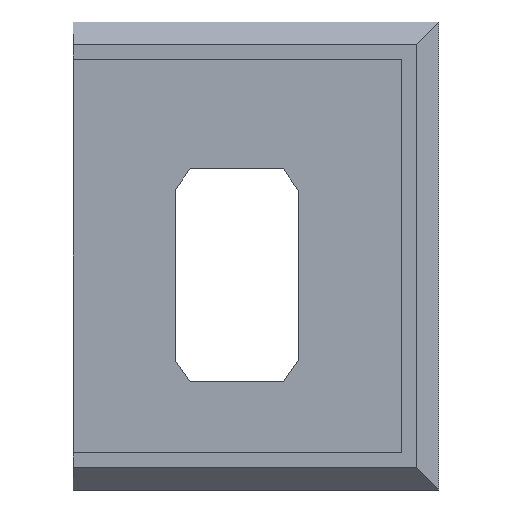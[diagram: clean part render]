
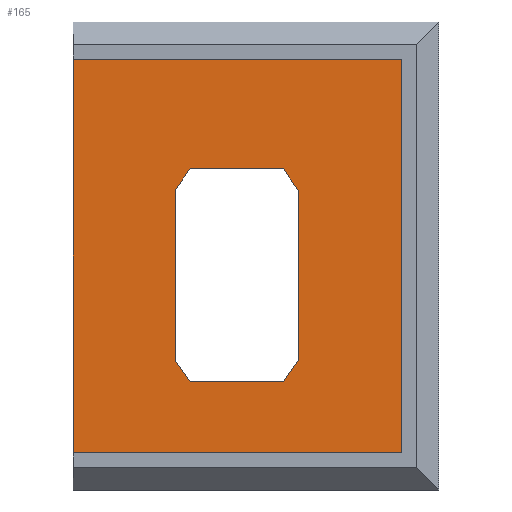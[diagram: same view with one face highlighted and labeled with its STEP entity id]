
A CAD part, left-side view. The second image highlights one B-rep face of the part: STEP entity #165.
In plain terms, the highlighted planar face has unit normal (-1, 0, 0).
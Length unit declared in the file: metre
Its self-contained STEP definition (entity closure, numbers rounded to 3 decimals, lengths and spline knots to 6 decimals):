
#165 = ADVANCED_FACE( '', ( #348, #349 ), #350, .F. );
#348 = FACE_OUTER_BOUND( '', #546, .T. );
#349 = FACE_BOUND( '', #547, .T. );
#350 = PLANE( '', #548 );
#546 = EDGE_LOOP( '', ( #988, #989, #990, #991 ) );
#547 = EDGE_LOOP( '', ( #992, #993, #994, #995, #996, #997, #998, #999 ) );
#548 = AXIS2_PLACEMENT_3D( '', #1000, #1001, #1002 );
#988 = ORIENTED_EDGE( '', *, *, #1401, .F. );
#989 = ORIENTED_EDGE( '', *, *, #1303, .F. );
#990 = ORIENTED_EDGE( '', *, *, #1402, .F. );
#991 = ORIENTED_EDGE( '', *, *, #1403, .F. );
#992 = ORIENTED_EDGE( '', *, *, #1308, .F. );
#993 = ORIENTED_EDGE( '', *, *, #1387, .F. );
#994 = ORIENTED_EDGE( '', *, *, #1226, .F. );
#995 = ORIENTED_EDGE( '', *, *, #1404, .F. );
#996 = ORIENTED_EDGE( '', *, *, #1405, .F. );
#997 = ORIENTED_EDGE( '', *, *, #1406, .T. );
#998 = ORIENTED_EDGE( '', *, *, #1395, .F. );
#999 = ORIENTED_EDGE( '', *, *, #1348, .F. );
#1000 = CARTESIAN_POINT( '', ( 0.02413, 0.022098, 0.003937 ) );
#1001 = DIRECTION( '', ( 1., 0., 0. ) );
#1002 = DIRECTION( '', ( 0., 1., 0. ) );
#1226 = EDGE_CURVE( '', #1468, #1470, #1471, .T. );
#1303 = EDGE_CURVE( '', #1599, #1601, #1602, .T. );
#1308 = EDGE_CURVE( '', #1608, #1610, #1611, .T. );
#1348 = EDGE_CURVE( '', #1610, #1669, #1670, .T. );
#1387 = EDGE_CURVE( '', #1470, #1608, #1723, .T. );
#1395 = EDGE_CURVE( '', #1669, #1732, #1733, .T. );
#1401 = EDGE_CURVE( '', #1601, #1739, #1740, .T. );
#1402 = EDGE_CURVE( '', #1741, #1599, #1742, .T. );
#1403 = EDGE_CURVE( '', #1739, #1741, #1743, .T. );
#1404 = EDGE_CURVE( '', #1744, #1468, #1745, .T. );
#1405 = EDGE_CURVE( '', #1746, #1744, #1747, .T. );
#1406 = EDGE_CURVE( '', #1746, #1732, #1748, .T. );
#1468 = VERTEX_POINT( '', #1821 );
#1470 = VERTEX_POINT( '', #1824 );
#1471 = LINE( '', #1825, #1826 );
#1599 = VERTEX_POINT( '', #2017 );
#1601 = VERTEX_POINT( '', #2020 );
#1602 = LINE( '', #2021, #2022 );
#1608 = VERTEX_POINT( '', #2030 );
#1610 = VERTEX_POINT( '', #2033 );
#1611 = LINE( '', #2034, #2035 );
#1669 = VERTEX_POINT( '', #2123 );
#1670 = LINE( '', #2124, #2125 );
#1723 = LINE( '', #2206, #2207 );
#1732 = VERTEX_POINT( '', #2220 );
#1733 = LINE( '', #2221, #2222 );
#1739 = VERTEX_POINT( '', #2231 );
#1740 = LINE( '', #2232, #2233 );
#1741 = VERTEX_POINT( '', #2234 );
#1742 = LINE( '', #2235, #2236 );
#1743 = LINE( '', #2237, #2238 );
#1744 = VERTEX_POINT( '', #2239 );
#1745 = LINE( '', #2240, #2241 );
#1746 = VERTEX_POINT( '', #2242 );
#1747 = LINE( '', #2243, #2244 );
#1748 = LINE( '', #2245, #2246 );
#1821 = CARTESIAN_POINT( '', ( 0.02413, 0.017437, -0.01752 ) );
#1824 = CARTESIAN_POINT( '', ( 0.02413, 0.014897, -0.013928 ) );
#1825 = CARTESIAN_POINT( '', ( 0.02413, 0.008876, -0.005413 ) );
#1826 = VECTOR( '', #2321, 1. );
#2017 = CARTESIAN_POINT( '', ( 0.02413, 0.053277, -0.03283 ) );
#2020 = CARTESIAN_POINT( '', ( 0.02413, 0.053277, 0.040704 ) );
#2021 = CARTESIAN_POINT( '', ( 0.02413, 0.053277, 0.042291 ) );
#2022 = VECTOR( '', #2385, 1. );
#2030 = CARTESIAN_POINT( '', ( 0.02413, 0.014897, 0.015198 ) );
#2033 = CARTESIAN_POINT( '', ( 0.02413, 0.017437, 0.01879 ) );
#2034 = CARTESIAN_POINT( '', ( 0.02413, 0.016167, 0.016994 ) );
#2035 = VECTOR( '', #2389, 1. );
#2123 = CARTESIAN_POINT( '', ( 0.02413, 0.033363, 0.01879 ) );
#2124 = CARTESIAN_POINT( '', ( 0.02413, 0.0254, 0.01879 ) );
#2125 = VECTOR( '', #2420, 1. );
#2206 = CARTESIAN_POINT( '', ( 0.02413, 0.014897, 0.003937 ) );
#2207 = VECTOR( '', #2447, 1. );
#2220 = CARTESIAN_POINT( '', ( 0.02413, 0.035903, 0.015198 ) );
#2221 = CARTESIAN_POINT( '', ( 0.02413, 0.034633, 0.016994 ) );
#2222 = VECTOR( '', #2452, 1. );
#2231 = CARTESIAN_POINT( '', ( 0.02413, -0.005905, 0.040704 ) );
#2232 = CARTESIAN_POINT( '', ( 0.02413, 0.023686, 0.040704 ) );
#2233 = VECTOR( '', #2456, 1. );
#2234 = CARTESIAN_POINT( '', ( 0.02413, -0.005906, -0.03283 ) );
#2235 = CARTESIAN_POINT( '', ( 0.02413, 0.023686, -0.03283 ) );
#2236 = VECTOR( '', #2457, 1. );
#2237 = CARTESIAN_POINT( '', ( 0.02413, -0.005906, 0.003937 ) );
#2238 = VECTOR( '', #2458, 1. );
#2239 = CARTESIAN_POINT( '', ( 0.02413, 0.033363, -0.01752 ) );
#2240 = CARTESIAN_POINT( '', ( 0.02413, 0.022098, -0.01752 ) );
#2241 = VECTOR( '', #2459, 1. );
#2242 = CARTESIAN_POINT( '', ( 0.02413, 0.035903, -0.013928 ) );
#2243 = CARTESIAN_POINT( '', ( 0.02413, 0.039723, -0.008526 ) );
#2244 = VECTOR( '', #2460, 1. );
#2245 = CARTESIAN_POINT( '', ( 0.02413, 0.035903, 0.003937 ) );
#2246 = VECTOR( '', #2461, 1. );
#2321 = DIRECTION( '', ( 0., -0.577, 0.816 ) );
#2385 = DIRECTION( '', ( 0., 0., 1. ) );
#2389 = DIRECTION( '', ( 0., 0.577, 0.816 ) );
#2420 = DIRECTION( '', ( 0., 1., 0. ) );
#2447 = DIRECTION( '', ( 0., 0., 1. ) );
#2452 = DIRECTION( '', ( 0., 0.577, -0.816 ) );
#2456 = DIRECTION( '', ( 0., -1., 0. ) );
#2457 = DIRECTION( '', ( 0., 1., 0. ) );
#2458 = DIRECTION( '', ( 0., 0., -1. ) );
#2459 = DIRECTION( '', ( 0., -1., 0. ) );
#2460 = DIRECTION( '', ( 0., -0.577, -0.816 ) );
#2461 = DIRECTION( '', ( 0., 0., 1. ) );
